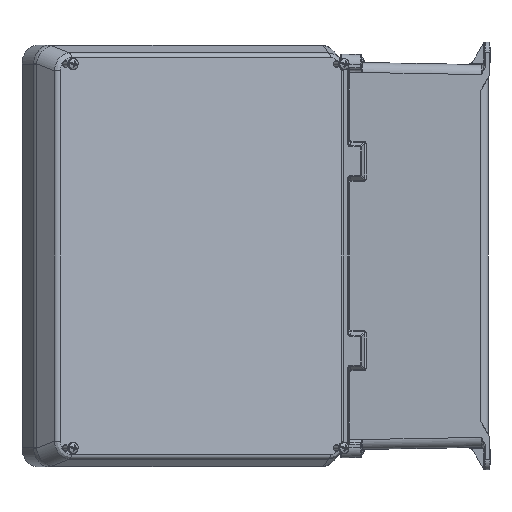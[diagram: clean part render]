
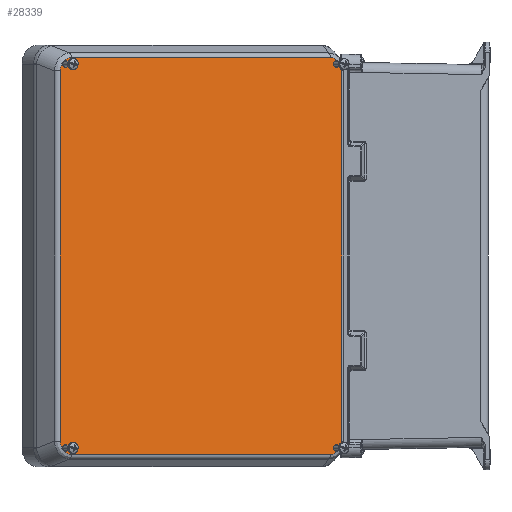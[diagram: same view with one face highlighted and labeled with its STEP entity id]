
A CAD part, left-side view. The second image highlights one B-rep face of the part: STEP entity #28339.
In plain terms, the highlighted face is planar.
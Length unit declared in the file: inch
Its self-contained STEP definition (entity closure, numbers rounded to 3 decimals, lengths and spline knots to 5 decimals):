
#749 = VERTEX_POINT ( 'NONE', #23133 ) ;
#940 = AXIS2_PLACEMENT_3D ( 'NONE', #12297, #30050, #14845 ) ;
#1164 = CIRCLE ( 'NONE', #27595, 0.10433 ) ;
#1283 = DIRECTION ( 'NONE',  ( 1., 0., 0. ) ) ;
#1370 = VERTEX_POINT ( 'NONE', #30770 ) ;
#1959 = EDGE_LOOP ( 'NONE', ( #3839 ) ) ;
#2189 = CARTESIAN_POINT ( 'NONE',  ( -5.08999, 1.62205, -0.3984 ) ) ;
#2472 = VECTOR ( 'NONE', #1283, 39.37008 ) ;
#2552 = VERTEX_POINT ( 'NONE', #11531 ) ;
#2964 = CARTESIAN_POINT ( 'NONE',  ( 5.25908, 1.62205, -12.4972 ) ) ;
#2981 = AXIS2_PLACEMENT_3D ( 'NONE', #26278, #11044, #28776 ) ;
#3102 = CARTESIAN_POINT ( 'NONE',  ( 5.08999, 1.62205, -0.3984 ) ) ;
#3484 = VERTEX_POINT ( 'NONE', #24661 ) ;
#3761 = CARTESIAN_POINT ( 'NONE',  ( 5.25908, 1.62205, -6.65748 ) ) ;
#3839 = ORIENTED_EDGE ( 'NONE', *, *, #6199, .F. ) ;
#4386 = CIRCLE ( 'NONE', #940, 0.10433 ) ;
#4507 = DIRECTION ( 'NONE',  ( 0., -1., 0. ) ) ;
#4600 = ORIENTED_EDGE ( 'NONE', *, *, #19807, .F. ) ;
#4666 = FACE_BOUND ( 'NONE', #1959, .T. ) ;
#5422 = CARTESIAN_POINT ( 'NONE',  ( 5.08999, 1.62205, -12.91656 ) ) ;
#6067 = CARTESIAN_POINT ( 'NONE',  ( -5.25908, 1.62205, -0.81776 ) ) ;
#6120 = CARTESIAN_POINT ( 'NONE',  ( -5.25908, 1.62205, -12.4972 ) ) ;
#6199 = EDGE_CURVE ( 'NONE', #17883, #17883, #1164, .T. ) ;
#6832 = DIRECTION ( 'NONE',  ( 1., 0., 0. ) ) ;
#7310 = CARTESIAN_POINT ( 'NONE',  ( -5.25908, 1.62205, -0.81776 ) ) ;
#7438 = CIRCLE ( 'NONE', #30224, 0.10433 ) ;
#7509 = CARTESIAN_POINT ( 'NONE',  ( -5.05906, 1.62205, -0.59843 ) ) ;
#7520 = EDGE_CURVE ( 'NONE', #21023, #21829, #28839, .T. ) ;
#7801 = ORIENTED_EDGE ( 'NONE', *, *, #26823, .F. ) ;
#8058 = ORIENTED_EDGE ( 'NONE', *, *, #21043, .T. ) ;
#9108 = EDGE_LOOP ( 'NONE', ( #9191, #7801, #17043, #26947, #4600, #13229, #20006, #15958 ) ) ;
#9191 = ORIENTED_EDGE ( 'NONE', *, *, #16311, .T. ) ;
#9280 = CARTESIAN_POINT ( 'NONE',  ( -4.83972, 1.62205, -12.91656 ) ) ;
#9365 = CARTESIAN_POINT ( 'NONE',  ( 4.80436, 1.62205, -0.3984 ) ) ;
#10054 = DIRECTION ( 'NONE',  ( 0., 0., -1. ) ) ;
#10066 = EDGE_LOOP ( 'NONE', ( #8058 ) ) ;
#10276 = EDGE_CURVE ( 'NONE', #32572, #32572, #4386, .T. ) ;
#10427 =( BOUNDED_CURVE ( )  B_SPLINE_CURVE ( 3, ( #20850, #3102, #25988, #10766 ),
 .UNSPECIFIED., .F., .F. ) 
 B_SPLINE_CURVE_WITH_KNOTS ( ( 4, 4 ),
 ( 2.40401, 3.87917 ),
 .UNSPECIFIED. ) 
 CURVE ( )  GEOMETRIC_REPRESENTATION_ITEM ( )  RATIONAL_B_SPLINE_CURVE ( ( 1., 0.827, 0.827, 1. ) ) 
 REPRESENTATION_ITEM ( '' )  );
#10766 = CARTESIAN_POINT ( 'NONE',  ( 5.25908, 1.62205, -0.81776 ) ) ;
#10885 = DIRECTION ( 'NONE',  ( 0., 0., -1. ) ) ;
#11044 = DIRECTION ( 'NONE',  ( 0., -1., 0. ) ) ;
#11399 = FACE_BOUND ( 'NONE', #10066, .T. ) ;
#11531 = CARTESIAN_POINT ( 'NONE',  ( 4.83972, 1.62205, -0.3984 ) ) ;
#12055 = CIRCLE ( 'NONE', #26412, 0.10433 ) ;
#12297 = CARTESIAN_POINT ( 'NONE',  ( 5.05906, 1.62205, -0.59843 ) ) ;
#12382 = CARTESIAN_POINT ( 'NONE',  ( 5.25908, 1.62205, -12.4972 ) ) ;
#12979 = FACE_BOUND ( 'NONE', #13242, .T. ) ;
#13229 = ORIENTED_EDGE ( 'NONE', *, *, #30537, .F. ) ;
#13242 = EDGE_LOOP ( 'NONE', ( #16687 ) ) ;
#13739 = LINE ( 'NONE', #9365, #20475 ) ;
#14716 = DIRECTION ( 'NONE',  ( 0., -1., 0. ) ) ;
#14845 = DIRECTION ( 'NONE',  ( 0., 0., 1. ) ) ;
#15958 = ORIENTED_EDGE ( 'NONE', *, *, #23530, .T. ) ;
#16311 = EDGE_CURVE ( 'NONE', #18507, #29951, #17897, .T. ) ;
#16545 = CARTESIAN_POINT ( 'NONE',  ( -5.05906, 1.62205, -12.6122 ) ) ;
#16687 = ORIENTED_EDGE ( 'NONE', *, *, #10276, .F. ) ;
#17043 = ORIENTED_EDGE ( 'NONE', *, *, #30905, .F. ) ;
#17883 = VERTEX_POINT ( 'NONE', #18108 ) ;
#17897 = LINE ( 'NONE', #3761, #31387 ) ;
#18108 = CARTESIAN_POINT ( 'NONE',  ( -5.05906, 1.62205, -0.70276 ) ) ;
#18154 = FACE_OUTER_BOUND ( 'NONE', #9108, .T. ) ;
#18171 = CARTESIAN_POINT ( 'NONE',  ( 5.25908, 1.62205, -12.74747 ) ) ;
#18187 = EDGE_CURVE ( 'NONE', #1370, #2552, #13739, .T. ) ;
#18507 = VERTEX_POINT ( 'NONE', #28285 ) ;
#18603 = PLANE ( 'NONE',  #2981 ) ;
#18989 = DIRECTION ( 'NONE',  ( 0., 0., -1. ) ) ;
#19261 = CARTESIAN_POINT ( 'NONE',  ( -5.08999, 1.62205, -12.91656 ) ) ;
#19692 = CARTESIAN_POINT ( 'NONE',  ( -5.05906, 1.62205, -12.71654 ) ) ;
#19807 = EDGE_CURVE ( 'NONE', #30839, #21829, #23161, .T. ) ;
#19945 = CARTESIAN_POINT ( 'NONE',  ( -4.83972, 1.62205, -0.3984 ) ) ;
#20006 = ORIENTED_EDGE ( 'NONE', *, *, #18187, .T. ) ;
#20475 = VECTOR ( 'NONE', #6832, 39.37008 ) ;
#20850 = CARTESIAN_POINT ( 'NONE',  ( 4.83972, 1.62205, -0.3984 ) ) ;
#21023 = VERTEX_POINT ( 'NONE', #9280 ) ;
#21043 = EDGE_CURVE ( 'NONE', #32539, #32539, #12055, .T. ) ;
#21829 = VERTEX_POINT ( 'NONE', #6120 ) ;
#22242 = DIRECTION ( 'NONE',  ( 0., 0., 1. ) ) ;
#22484 = CARTESIAN_POINT ( 'NONE',  ( -5.25908, 1.62205, -0.56749 ) ) ;
#22717 = LINE ( 'NONE', #32009, #2472 ) ;
#23133 = CARTESIAN_POINT ( 'NONE',  ( 4.83972, 1.62205, -12.91656 ) ) ;
#23153 = CARTESIAN_POINT ( 'NONE',  ( 4.83972, 1.62205, -12.91656 ) ) ;
#23161 = LINE ( 'NONE', #28636, #29941 ) ;
#23530 = EDGE_CURVE ( 'NONE', #2552, #18507, #10427, .T. ) ;
#24661 = CARTESIAN_POINT ( 'NONE',  ( 5.05906, 1.62205, -12.82087 ) ) ;
#25202 =( BOUNDED_CURVE ( )  B_SPLINE_CURVE ( 3, ( #19945, #2189, #22484, #7310 ),
 .UNSPECIFIED., .F., .F. ) 
 B_SPLINE_CURVE_WITH_KNOTS ( ( 4, 4 ),
 ( 2.40401, 3.87917 ),
 .UNSPECIFIED. ) 
 CURVE ( )  GEOMETRIC_REPRESENTATION_ITEM ( )  RATIONAL_B_SPLINE_CURVE ( ( 1., 0.827, 0.827, 1. ) ) 
 REPRESENTATION_ITEM ( '' )  );
#25266 = DIRECTION ( 'NONE',  ( 0., 1., 0. ) ) ;
#25988 = CARTESIAN_POINT ( 'NONE',  ( 5.25908, 1.62205, -0.56749 ) ) ;
#25998 = CARTESIAN_POINT ( 'NONE',  ( 5.05906, 1.62205, -0.49409 ) ) ;
#26278 = CARTESIAN_POINT ( 'NONE',  ( 5.65748, 1.62205, 0. ) ) ;
#26412 = AXIS2_PLACEMENT_3D ( 'NONE', #19692, #4507, #22242 ) ;
#26823 = EDGE_CURVE ( 'NONE', #749, #29951, #27210, .T. ) ;
#26947 = ORIENTED_EDGE ( 'NONE', *, *, #7520, .T. ) ;
#27210 =( BOUNDED_CURVE ( )  B_SPLINE_CURVE ( 3, ( #23153, #5422, #18171, #2964 ),
 .UNSPECIFIED., .F., .F. ) 
 B_SPLINE_CURVE_WITH_KNOTS ( ( 4, 4 ),
 ( 2.40401, 3.87917 ),
 .UNSPECIFIED. ) 
 CURVE ( )  GEOMETRIC_REPRESENTATION_ITEM ( )  RATIONAL_B_SPLINE_CURVE ( ( 1., 0.827, 0.827, 1. ) ) 
 REPRESENTATION_ITEM ( '' )  );
#27595 = AXIS2_PLACEMENT_3D ( 'NONE', #7509, #25266, #10054 ) ;
#28285 = CARTESIAN_POINT ( 'NONE',  ( 5.25908, 1.62205, -0.81776 ) ) ;
#28339 = ADVANCED_FACE ( 'NONE', ( #4666, #12979, #18154, #11399, #30855 ), #18603, .F. ) ;
#28528 = EDGE_CURVE ( 'NONE', #3484, #3484, #7438, .T. ) ;
#28636 = CARTESIAN_POINT ( 'NONE',  ( -5.25908, 1.62205, -6.65748 ) ) ;
#28776 = DIRECTION ( 'NONE',  ( 0., 0., -1. ) ) ;
#28839 =( BOUNDED_CURVE ( )  B_SPLINE_CURVE ( 3, ( #29561, #19261, #29458, #32145 ),
 .UNSPECIFIED., .F., .F. ) 
 B_SPLINE_CURVE_WITH_KNOTS ( ( 4, 4 ),
 ( 2.40401, 3.87917 ),
 .UNSPECIFIED. ) 
 CURVE ( )  GEOMETRIC_REPRESENTATION_ITEM ( )  RATIONAL_B_SPLINE_CURVE ( ( 1., 0.827, 0.827, 1. ) ) 
 REPRESENTATION_ITEM ( '' )  );
#29458 = CARTESIAN_POINT ( 'NONE',  ( -5.25908, 1.62205, -12.74747 ) ) ;
#29561 = CARTESIAN_POINT ( 'NONE',  ( -4.83972, 1.62205, -12.91656 ) ) ;
#29830 = EDGE_LOOP ( 'NONE', ( #31556 ) ) ;
#29912 = CARTESIAN_POINT ( 'NONE',  ( 5.05906, 1.62205, -12.71654 ) ) ;
#29941 = VECTOR ( 'NONE', #10885, 39.37008 ) ;
#29951 = VERTEX_POINT ( 'NONE', #12382 ) ;
#30050 = DIRECTION ( 'NONE',  ( 0., 1., 0. ) ) ;
#30224 = AXIS2_PLACEMENT_3D ( 'NONE', #29912, #14716, #32472 ) ;
#30537 = EDGE_CURVE ( 'NONE', #1370, #30839, #25202, .T. ) ;
#30770 = CARTESIAN_POINT ( 'NONE',  ( -4.83972, 1.62205, -0.3984 ) ) ;
#30839 = VERTEX_POINT ( 'NONE', #6067 ) ;
#30855 = FACE_BOUND ( 'NONE', #29830, .T. ) ;
#30905 = EDGE_CURVE ( 'NONE', #21023, #749, #22717, .T. ) ;
#31387 = VECTOR ( 'NONE', #18989, 39.37008 ) ;
#31556 = ORIENTED_EDGE ( 'NONE', *, *, #28528, .T. ) ;
#32009 = CARTESIAN_POINT ( 'NONE',  ( 4.80436, 1.62205, -12.91656 ) ) ;
#32145 = CARTESIAN_POINT ( 'NONE',  ( -5.25908, 1.62205, -12.4972 ) ) ;
#32472 = DIRECTION ( 'NONE',  ( 0., 0., -1. ) ) ;
#32539 = VERTEX_POINT ( 'NONE', #16545 ) ;
#32572 = VERTEX_POINT ( 'NONE', #25998 ) ;
